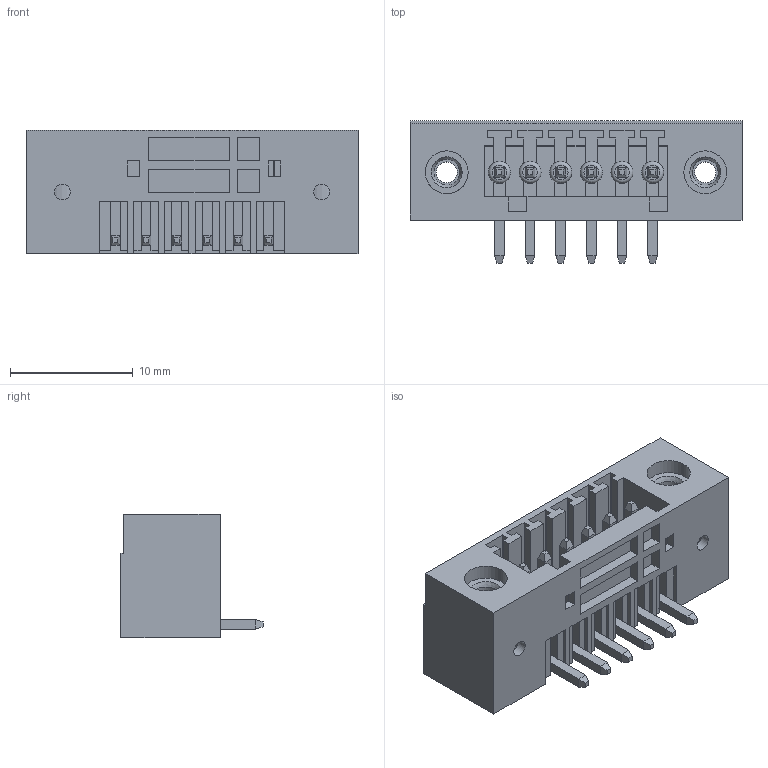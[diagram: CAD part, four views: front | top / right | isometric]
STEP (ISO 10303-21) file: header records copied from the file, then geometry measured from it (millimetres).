
FILE_DESCRIPTION(/* description */ ('Unknown'),/* implementation_level */ '2;1');
FILE_NAME(/* name */ '691382040006',/* time_stamp */ '2016-03-29T17:48:16+02:00',/* author */ ('Unknown'),/* organization */ ('Unknown'),/* preprocessor_version */ 'ST-DEVELOPER v16',/* originating_system */ 'DEX',/* authorisation */ $);
FILE_SCHEMA (('AUTOMOTIVE_DESIGN { 1 0 10303 214 3 1 1 }','AUTOMOTIVE_DESIGN {1 0 10303 214 3 1 1}'));
Length unit declared in the file: millimetre
Products named in the file (4): 6913820400xx; 691382040006; 6913820400xx_PIN; 6913820400xx_Thread
Assembly tree (9 placements, depth 2):
  6913820400xx
    691382040006
    6913820400xx_PIN  x6
    6913820400xx_Thread  x2
Bounding box: 27.1 x 11.6 x 10.1 mm (x, y, z)
Volume: 1297 mm3; surface area: 3242.9 mm2
Topology: 9 solids, 9 shells, 504 faces, 1339 edges, 866 vertices
Faces by surface type: plane 464, cylinder 32, torus 6, cone 2
Full cylindrical faces by diameter (mm): 1.3 x2, 1.7 x2, 1.8 x6, 2.113 x2, 3.5 x4
Entity records: 12833 total; most frequent: CARTESIAN_POINT 2254, ORIENTED_EDGE 2204, DIRECTION 2005, EDGE_CURVE 1102, LINE 1037, VECTOR 1037, VERTEX_POINT 733, AXIS2_PLACEMENT_3D 484
